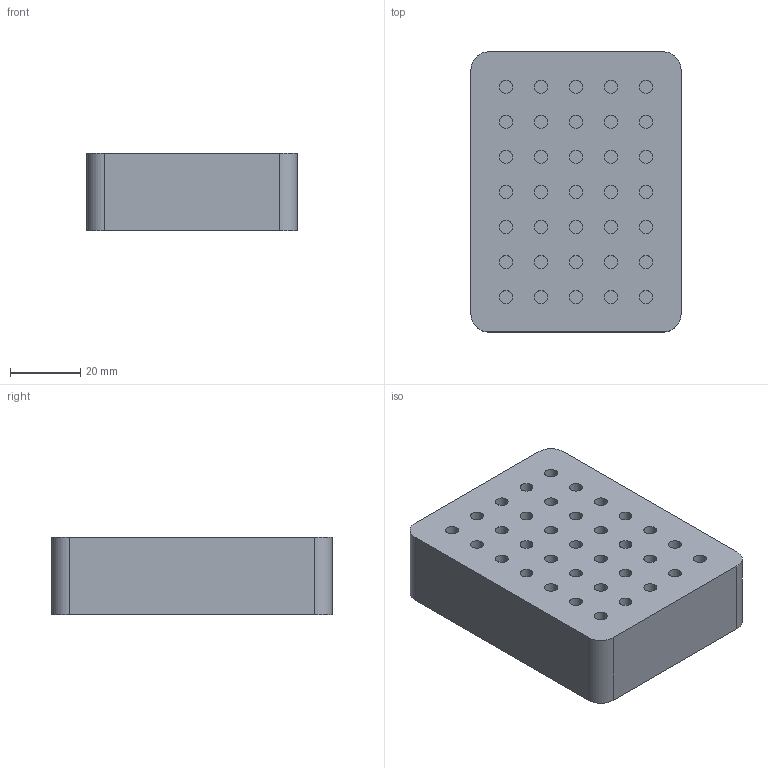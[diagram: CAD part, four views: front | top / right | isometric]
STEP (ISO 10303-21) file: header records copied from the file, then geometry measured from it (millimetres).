
FILE_DESCRIPTION(/* description */ (''),/* implementation_level */ '2;1');
FILE_NAME(/* name */ 'Holder_Body.step',/* time_stamp */ '2023-01-11T22:43:06-07:00',/* author */ (''),/* organization */ (''),/* preprocessor_version */ 'ST-DEVELOPER v19.2',/* originating_system */ 'Autodesk Translation Framework v11.17.0.187',/* authorisation */ '');
FILE_SCHEMA (('AUTOMOTIVE_DESIGN { 1 0 10303 214 3 1 1 }'));
Length unit declared in the file: millimetre
Products named in the file (1): Holder
Bounding box: 60 x 80 x 22 mm (x, y, z)
Volume: 97642 mm3; surface area: 23643 mm2
Topology: 1 solids, 1 shells, 80 faces, 129 edges, 86 vertices
Faces by surface type: plane 41, cylinder 39
Full cylindrical faces by diameter (mm): 3.69 x35
Entity records: 1911 total; most frequent: DIRECTION 369, CARTESIAN_POINT 296, ORIENTED_EDGE 258, AXIS2_PLACEMENT_3D 159, EDGE_CURVE 129, EDGE_LOOP 115, VERTEX_POINT 86, FACE_OUTER_BOUND 80
